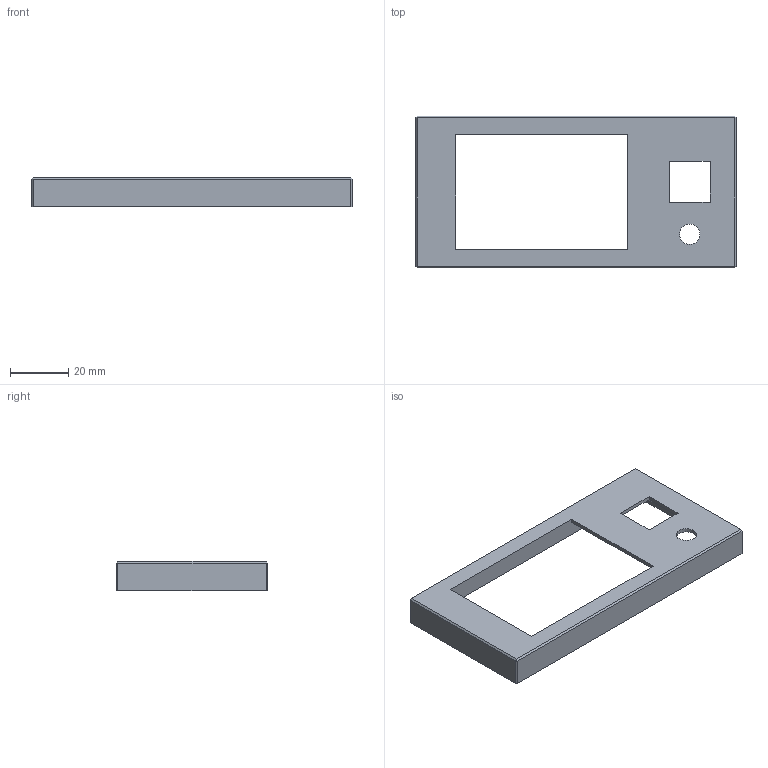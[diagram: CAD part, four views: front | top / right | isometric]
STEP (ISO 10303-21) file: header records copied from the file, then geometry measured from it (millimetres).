
FILE_DESCRIPTION(/* description */ (''),/* implementation_level */ '2;1');
FILE_NAME(/* name */ 'FrontCoverMod.step',/* time_stamp */ '2024-04-12T15:15:52+02:00',/* author */ (''),/* organization */ (''),/* preprocessor_version */ 'ST-DEVELOPER v20',/* originating_system */ 'Autodesk Translation Framework v12.20.1.177',/* authorisation */ '');
FILE_SCHEMA (('AUTOMOTIVE_DESIGN { 1 0 10303 214 3 1 1 }'));
Length unit declared in the file: millimetre
Products named in the file (1): FrontCoverMod
Bounding box: 110 x 52 x 10 mm (x, y, z)
Volume: 16791 mm3; surface area: 12473.1 mm2
Topology: 1 solids, 1 shells, 127 faces, 351 edges, 230 vertices
Faces by surface type: cylinder 83, plane 36, bspline 8
Full cylindrical faces by diameter (mm): 2.529 x16, 3.086 x8, 7 x1
Entity records: 9072 total; most frequent: CARTESIAN_POINT 6129, ORIENTED_EDGE 702, DIRECTION 445, EDGE_CURVE 351, VERTEX_POINT 230, B_SPLINE_CURVE_WITH_KNOTS 172, LINE 153, VECTOR 153
